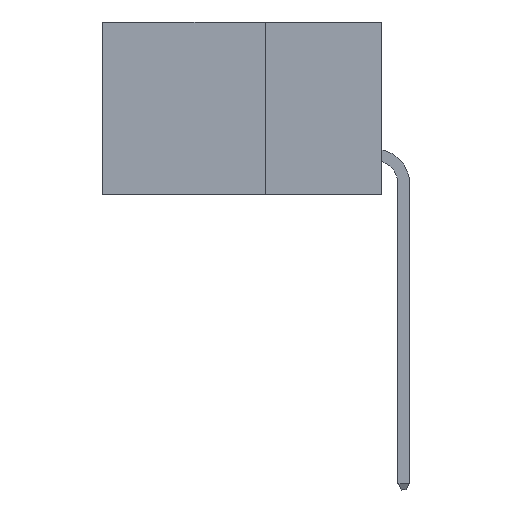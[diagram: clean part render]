
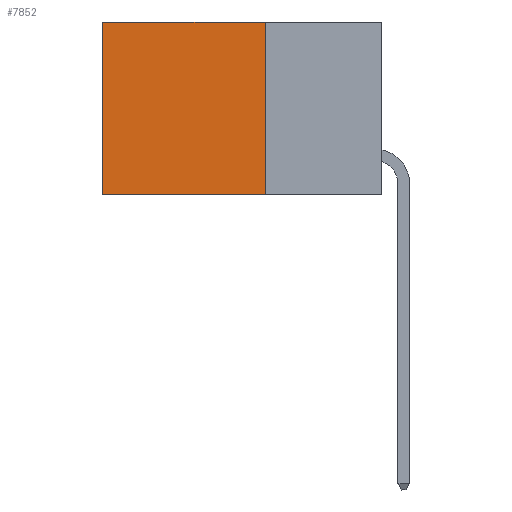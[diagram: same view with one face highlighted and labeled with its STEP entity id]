
A CAD part, left-side view. The second image highlights one B-rep face of the part: STEP entity #7852.
In plain terms, the highlighted planar face has unit normal (-1, 0, 0).
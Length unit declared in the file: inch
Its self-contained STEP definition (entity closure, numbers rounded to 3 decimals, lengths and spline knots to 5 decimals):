
#139 = EDGE_CURVE ( 'NONE', #13072, #2965, #17462, .T. ) ;
#352 = VECTOR ( 'NONE', #16975, 39.37008 ) ;
#1539 = CARTESIAN_POINT ( 'NONE',  ( 0.2875, 0.6, 0. ) ) ;
#2110 = CARTESIAN_POINT ( 'NONE',  ( 0.2875, 0.25, -0.37 ) ) ;
#2606 = DIRECTION ( 'NONE',  ( 0., 0., -1. ) ) ;
#2965 = VERTEX_POINT ( 'NONE', #7566 ) ;
#3158 = ORIENTED_EDGE ( 'NONE', *, *, #15924, .T. ) ;
#4976 = PLANE ( 'NONE',  #16119 ) ;
#5033 = VERTEX_POINT ( 'NONE', #7785 ) ;
#5447 = EDGE_LOOP ( 'NONE', ( #3158, #5815, #6990, #7879 ) ) ;
#5815 = ORIENTED_EDGE ( 'NONE', *, *, #16955, .F. ) ;
#6990 = ORIENTED_EDGE ( 'NONE', *, *, #139, .F. ) ;
#7566 = CARTESIAN_POINT ( 'NONE',  ( 0.2875, 0.25, -0.37 ) ) ;
#7785 = CARTESIAN_POINT ( 'NONE',  ( 0.2875, 0.6, -0.37 ) ) ;
#7852 = ADVANCED_FACE ( 'NONE', ( #12991 ), #4976, .F. ) ;
#7879 = ORIENTED_EDGE ( 'NONE', *, *, #8039, .T. ) ;
#7929 = DIRECTION ( 'NONE',  ( 1., 0., 0. ) ) ;
#8039 = EDGE_CURVE ( 'NONE', #13072, #16117, #14138, .T. ) ;
#8367 = DIRECTION ( 'NONE',  ( 0., 1., 0. ) ) ;
#8532 = CARTESIAN_POINT ( 'NONE',  ( 0.2875, 0.6, 0. ) ) ;
#9805 = CARTESIAN_POINT ( 'NONE',  ( 0.2875, 0.25, 0. ) ) ;
#10329 = CARTESIAN_POINT ( 'NONE',  ( 0.2875, 0.25, 0. ) ) ;
#11887 = CARTESIAN_POINT ( 'NONE',  ( 0.2875, 0.25, 0. ) ) ;
#12246 = LINE ( 'NONE', #2110, #352 ) ;
#12991 = FACE_OUTER_BOUND ( 'NONE', #5447, .T. ) ;
#13072 = VERTEX_POINT ( 'NONE', #10329 ) ;
#14138 = LINE ( 'NONE', #9805, #17131 ) ;
#15112 = VECTOR ( 'NONE', #2606, 39.37008 ) ;
#15924 = EDGE_CURVE ( 'NONE', #16117, #5033, #19014, .T. ) ;
#16117 = VERTEX_POINT ( 'NONE', #1539 ) ;
#16119 = AXIS2_PLACEMENT_3D ( 'NONE', #16814, #7929, #18295 ) ;
#16502 = DIRECTION ( 'NONE',  ( 0., 0., -1. ) ) ;
#16814 = CARTESIAN_POINT ( 'NONE',  ( 0.2875, 0.25, 0. ) ) ;
#16955 = EDGE_CURVE ( 'NONE', #2965, #5033, #12246, .T. ) ;
#16975 = DIRECTION ( 'NONE',  ( 0., 1., 0. ) ) ;
#17017 = VECTOR ( 'NONE', #16502, 39.37008 ) ;
#17131 = VECTOR ( 'NONE', #8367, 39.37008 ) ;
#17462 = LINE ( 'NONE', #11887, #17017 ) ;
#18295 = DIRECTION ( 'NONE',  ( 0., 0., -1. ) ) ;
#19014 = LINE ( 'NONE', #8532, #15112 ) ;
